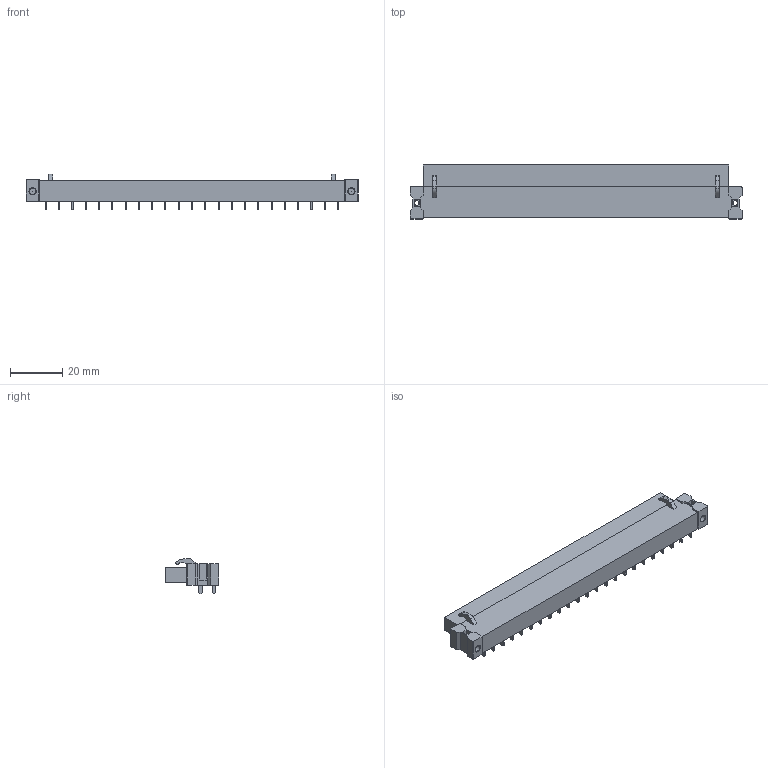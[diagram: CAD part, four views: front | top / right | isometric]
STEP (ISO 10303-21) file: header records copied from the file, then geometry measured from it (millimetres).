
FILE_DESCRIPTION(('CATIA V5 STEP Exchange','CAx-IF Rec.Pracs.--- Model Styling and Organization---1.2---2011-12-15'),'2;1');
FILE_NAME ('D1457336_0_1843960000_1843960000.stp','2018-09-01T03:08:23+00:00',('none'),('Weidmueller'),'CATIA Version 5-6 Release 2014','CATIA V5 STEP AP214','none');
FILE_SCHEMA(('AUTOMOTIVE_DESIGN { 1 0 10303 214 1 1 1 1 }'));
Length unit declared in the file: millimetre
Products named in the file (1): 1843960000
Bounding box: 127 x 20.65 x 13.48 mm (x, y, z)
Volume: 17234.4 mm3; surface area: 8570.5 mm2
Topology: 47 solids, 47 shells, 799 faces, 1868 edges, 1242 vertices
Faces by surface type: plane 703, cone 54, cylinder 42
Entity records: 20474 total; most frequent: ORIENTED_EDGE 3736, CARTESIAN_POINT 3543, DIRECTION 2732, EDGE_CURVE 1868, VECTOR 1684, LINE 1684, VERTEX_POINT 1242, EDGE_LOOP 890
